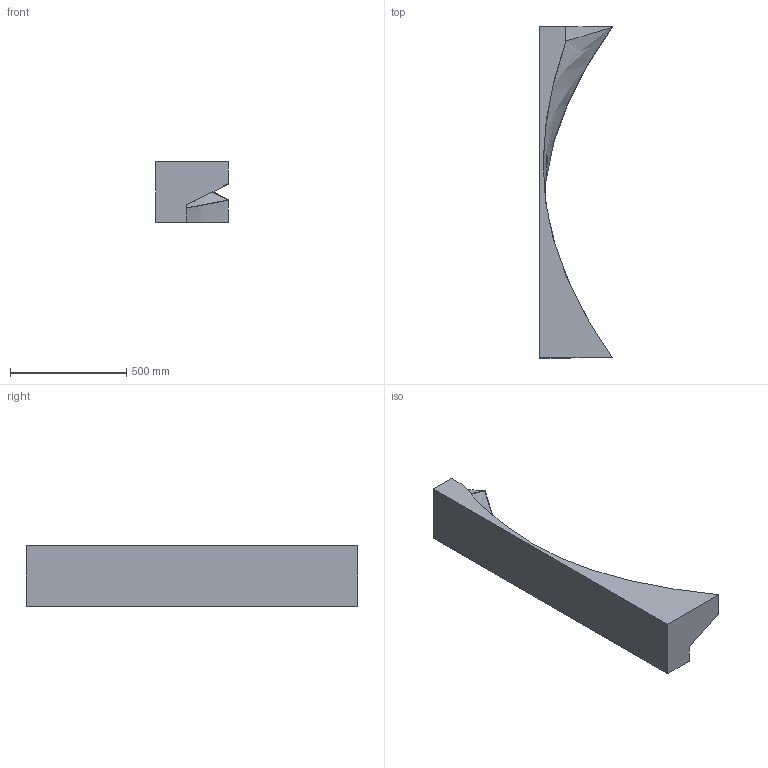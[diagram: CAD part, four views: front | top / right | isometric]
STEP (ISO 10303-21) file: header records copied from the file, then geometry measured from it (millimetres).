
FILE_DESCRIPTION(/* description */ (''),/* implementation_level */ '2;1');
FILE_NAME(/* name */ 'spodek.step',/* time_stamp */ '2023-06-06T22:27:29+02:00',/* author */ (''),/* organization */ (''),/* preprocessor_version */ 'ST-DEVELOPER v19.2',/* originating_system */ 'Autodesk Translation Framework v12.4.0.73',/* authorisation */ '');
FILE_SCHEMA (('AUTOMOTIVE_DESIGN { 1 0 10303 214 3 1 1 }'));
Length unit declared in the file: millimetre
Products named in the file (1): mold
Bounding box: 312.58 x 1430 x 260 mm (x, y, z)
Volume: 35312893.1 mm3; surface area: 1193324.9 mm2
Topology: 1 solids, 1 shells, 18 faces, 43 edges, 26 vertices
Faces by surface type: plane 9, bspline 9
Entity records: 3654 total; most frequent: CARTESIAN_POINT 3260, ORIENTED_EDGE 86, DIRECTION 44, EDGE_CURVE 43, VERTEX_POINT 26, LINE 24, VECTOR 24, EDGE_LOOP 19
